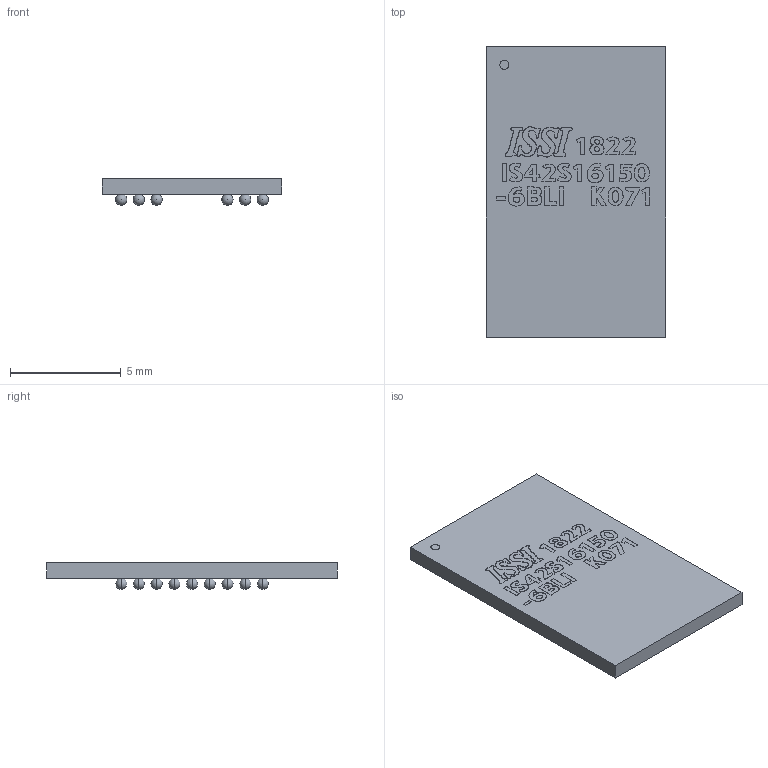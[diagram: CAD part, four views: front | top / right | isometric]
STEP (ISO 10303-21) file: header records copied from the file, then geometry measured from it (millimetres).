
FILE_DESCRIPTION (( 'STEP AP214' ), '1' );
FILE_NAME ('TFBGA-54_8X13_ISI.step', '2021-02-27T15:33:25', ( '' ), ( '' ), 'SwSTEP 2.0', 'SolidWorks 2020', '' );
FILE_SCHEMA (( 'AUTOMOTIVE_DESIGN' ));
Length unit declared in the file: millimetre
Products named in the file (1): TFBGA-54_8X13_ISI
Bounding box: 8.1 x 13.11 x 1.2 mm (x, y, z)
Volume: 80.4 mm3; surface area: 330.3 mm2
Topology: 110 solids, 110 shells, 811 faces, 2422 edges, 1651 vertices
Faces by surface type: bspline 419, sphere 216, plane 174, cylinder 2
Entity records: 26878 total; most frequent: CARTESIAN_POINT 9468, ORIENTED_EDGE 3764, DIRECTION 2050, EDGE_CURVE 1882, VERTEX_POINT 1327, EDGE_LOOP 847, B_SPLINE_CURVE_WITH_KNOTS 838, LINE 824
